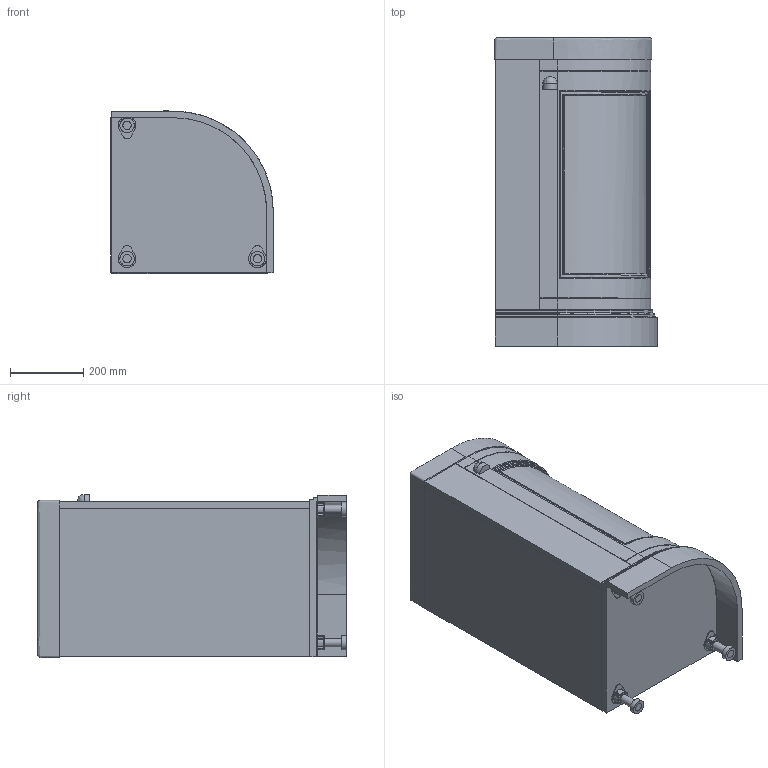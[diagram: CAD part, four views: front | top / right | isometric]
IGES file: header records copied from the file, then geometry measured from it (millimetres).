
Global section: file name: 100033; native system: AutoCAD 2016 - English; preprocessor: Autodesk Translation Framework DWG producer (atf_dwg_producer); organization: unknown; date: 20180130.185833; units: millimetre
Bounding box: 444.5 x 845 x 446.6 mm (x, y, z)
Volume: 29034323.1 mm3; surface area: 3668049.7 mm2
Topology: 19 solids, 19 shells, 388 faces, 1014 edges, 672 vertices
Faces by surface type: bspline 388
